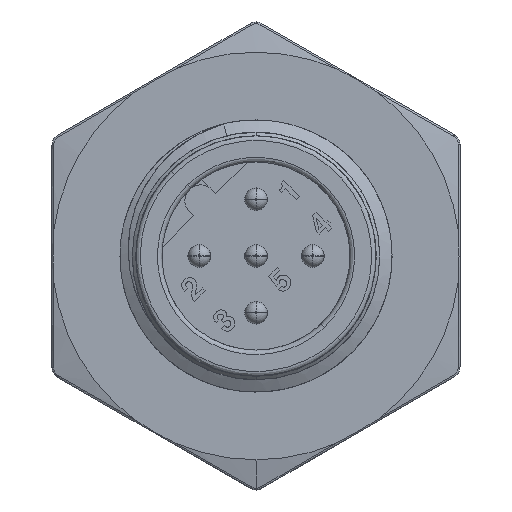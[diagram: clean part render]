
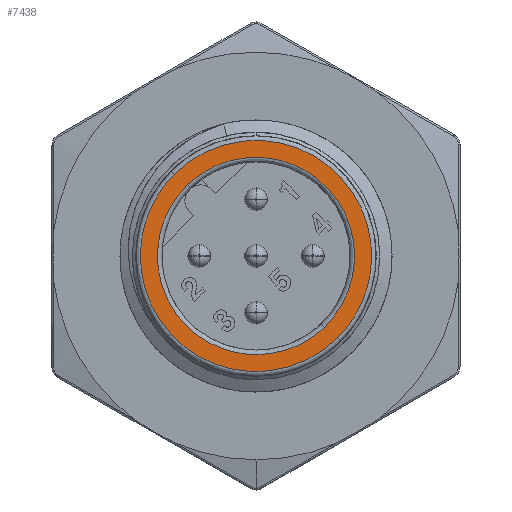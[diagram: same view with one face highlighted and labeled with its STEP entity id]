
A CAD part, left-side view. The second image highlights one B-rep face of the part: STEP entity #7438.
In plain terms, the highlighted planar face has unit normal (-1, 0, 0).
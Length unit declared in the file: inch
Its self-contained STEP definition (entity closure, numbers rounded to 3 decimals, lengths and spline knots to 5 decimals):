
#281 = ORIENTED_EDGE ( 'NONE', *, *, #6065, .F. ) ;
#553 = CARTESIAN_POINT ( 'NONE',  ( -0.06299, 0., 0. ) ) ;
#630 = CARTESIAN_POINT ( 'NONE',  ( -0.06299, 0.11842, 0.12373 ) ) ;
#967 = CARTESIAN_POINT ( 'NONE',  ( -0.06299, 0.11334, 0.12858 ) ) ;
#1337 =( BOUNDED_CURVE ( )  B_SPLINE_CURVE ( 3, ( #2520, #12458, #27036, #16960 ),
 .UNSPECIFIED., .F., .F. ) 
 B_SPLINE_CURVE_WITH_KNOTS ( ( 4, 4 ),
 ( 0., 0.00055 ),
 .UNSPECIFIED. ) 
 CURVE ( )  GEOMETRIC_REPRESENTATION_ITEM ( )  RATIONAL_B_SPLINE_CURVE ( ( 1., 1., 1., 1. ) ) 
 REPRESENTATION_ITEM ( '' )  );
#1518 = VERTEX_POINT ( 'NONE', #17411 ) ;
#1718 = CARTESIAN_POINT ( 'NONE',  ( -0.06299, 0.13733, 0.10232 ) ) ;
#2369 = VERTEX_POINT ( 'NONE', #3203 ) ;
#2520 = CARTESIAN_POINT ( 'NONE',  ( -0.06299, 0.14198, 0.14198 ) ) ;
#3203 = CARTESIAN_POINT ( 'NONE',  ( -0.06299, -0.14173, -0.14222 ) ) ;
#3218 = VERTEX_POINT ( 'NONE', #7031 ) ;
#3277 = PLANE ( 'NONE',  #19867 ) ;
#3387 = CARTESIAN_POINT ( 'NONE',  ( -0.06299, 0.11842, 0.12373 ) ) ;
#3550 = CARTESIAN_POINT ( 'NONE',  ( -0.06299, 0.10232, 0.13733 ) ) ;
#3596 =( BOUNDED_CURVE ( )  B_SPLINE_CURVE ( 3, ( #23381, #8319, #20633, #3824 ),
 .UNSPECIFIED., .F., .T. ) 
 B_SPLINE_CURVE_WITH_KNOTS ( ( 4, 4 ),
 ( 0., 0.49634 ),
 .UNSPECIFIED. ) 
 CURVE ( )  GEOMETRIC_REPRESENTATION_ITEM ( )  RATIONAL_B_SPLINE_CURVE ( ( 1., 0.389, 0.389, 1. ) ) 
 REPRESENTATION_ITEM ( '' )  );
#3824 = CARTESIAN_POINT ( 'NONE',  ( -0.06299, -0.11842, -0.12372 ) ) ;
#4272 = ORIENTED_EDGE ( 'NONE', *, *, #19714, .F. ) ;
#4471 = CARTESIAN_POINT ( 'NONE',  ( -0.06299, 0.11842, 0.12373 ) ) ;
#4584 = CARTESIAN_POINT ( 'NONE',  ( -0.06299, -0.14198, -0.14198 ) ) ;
#5200 = EDGE_CURVE ( 'NONE', #3218, #8267, #25891, .T. ) ;
#6065 = EDGE_CURVE ( 'NONE', #8267, #22942, #26908, .T. ) ;
#6076 = CARTESIAN_POINT ( 'NONE',  ( -0.06299, -0.33832, 0.08675 ) ) ;
#6247 = VERTEX_POINT ( 'NONE', #14248 ) ;
#7031 = CARTESIAN_POINT ( 'NONE',  ( -0.06299, 0.10232, 0.13733 ) ) ;
#7438 = ADVANCED_FACE ( 'NONE', ( #25405, #30518 ), #3277, .F. ) ;
#8192 = EDGE_CURVE ( 'NONE', #20857, #3218, #30188, .T. ) ;
#8267 = VERTEX_POINT ( 'NONE', #4471 ) ;
#8319 = CARTESIAN_POINT ( 'NONE',  ( -0.06299, 0.31211, -0.13227 ) ) ;
#8411 = ORIENTED_EDGE ( 'NONE', *, *, #14861, .F. ) ;
#8781 = CARTESIAN_POINT ( 'NONE',  ( -0.06299, 0.14198, 0.14198 ) ) ;
#9904 = ORIENTED_EDGE ( 'NONE', *, *, #5200, .F. ) ;
#9945 = CARTESIAN_POINT ( 'NONE',  ( -0.06299, 0.12532, 0.11714 ) ) ;
#10328 =( BOUNDED_CURVE ( )  B_SPLINE_CURVE ( 3, ( #4584, #14367, #24139, #22957 ),
 .UNSPECIFIED., .F., .T. ) 
 B_SPLINE_CURVE_WITH_KNOTS ( ( 4, 4 ),
 ( 0., 0.00055 ),
 .UNSPECIFIED. ) 
 CURVE ( )  GEOMETRIC_REPRESENTATION_ITEM ( )  RATIONAL_B_SPLINE_CURVE ( ( 1., 1., 1., 1. ) ) 
 REPRESENTATION_ITEM ( '' )  );
#10329 = DIRECTION ( 'NONE',  ( 1., 0., 0. ) ) ;
#12458 = CARTESIAN_POINT ( 'NONE',  ( -0.06299, 0.1419, 0.14206 ) ) ;
#12919 = DIRECTION ( 'NONE',  ( 0., 0., -1. ) ) ;
#14248 = CARTESIAN_POINT ( 'NONE',  ( -0.06299, 0.14173, 0.14222 ) ) ;
#14367 = CARTESIAN_POINT ( 'NONE',  ( -0.06299, -0.1419, -0.14206 ) ) ;
#14596 = CARTESIAN_POINT ( 'NONE',  ( -0.06299, -0.42545, 0.14149 ) ) ;
#14861 = EDGE_CURVE ( 'NONE', #30043, #2369, #10328, .T. ) ;
#15150 = ORIENTED_EDGE ( 'NONE', *, *, #8192, .F. ) ;
#15309 = ORIENTED_EDGE ( 'NONE', *, *, #25811, .F. ) ;
#15395 = CARTESIAN_POINT ( 'NONE',  ( -0.06299, -0.11842, -0.12372 ) ) ;
#16633 = CARTESIAN_POINT ( 'NONE',  ( -0.06299, -0.14173, -0.14222 ) ) ;
#16836 = CARTESIAN_POINT ( 'NONE',  ( -0.06299, 0.14173, 0.14222 ) ) ;
#16960 = CARTESIAN_POINT ( 'NONE',  ( -0.06299, 0.14173, 0.14222 ) ) ;
#17411 = CARTESIAN_POINT ( 'NONE',  ( -0.06299, 0.14198, 0.14198 ) ) ;
#17458 = CARTESIAN_POINT ( 'NONE',  ( -0.06299, 0.13165, 0.10997 ) ) ;
#18850 = ORIENTED_EDGE ( 'NONE', *, *, #19880, .F. ) ;
#18878 = CARTESIAN_POINT ( 'NONE',  ( -0.06299, -0.11842, -0.12372 ) ) ;
#19201 = EDGE_LOOP ( 'NONE', ( #9904, #15150, #18850, #281 ) ) ;
#19714 = EDGE_CURVE ( 'NONE', #6247, #30043, #25503, .T. ) ;
#19867 = AXIS2_PLACEMENT_3D ( 'NONE', #553, #10329, #12919 ) ;
#19880 = EDGE_CURVE ( 'NONE', #22942, #20857, #3596, .T. ) ;
#20324 = CARTESIAN_POINT ( 'NONE',  ( -0.06299, -0.14198, -0.14198 ) ) ;
#20633 = CARTESIAN_POINT ( 'NONE',  ( -0.06299, 0.09292, -0.32599 ) ) ;
#20857 = VERTEX_POINT ( 'NONE', #15395 ) ;
#20985 =( BOUNDED_CURVE ( )  B_SPLINE_CURVE ( 3, ( #16633, #28808, #26420, #8781 ),
 .UNSPECIFIED., .F., .F. ) 
 B_SPLINE_CURVE_WITH_KNOTS ( ( 4, 4 ),
 ( 0.00055, 1. ),
 .UNSPECIFIED. ) 
 CURVE ( )  GEOMETRIC_REPRESENTATION_ITEM ( )  RATIONAL_B_SPLINE_CURVE ( ( 1., 0.334, 0.334, 1. ) ) 
 REPRESENTATION_ITEM ( '' )  );
#21942 = ORIENTED_EDGE ( 'NONE', *, *, #25793, .F. ) ;
#21957 = CARTESIAN_POINT ( 'NONE',  ( -0.06299, -0.14198, -0.14198 ) ) ;
#22659 = EDGE_LOOP ( 'NONE', ( #8411, #4272, #15309, #21942 ) ) ;
#22942 = VERTEX_POINT ( 'NONE', #1718 ) ;
#22957 = CARTESIAN_POINT ( 'NONE',  ( -0.06299, -0.14173, -0.14222 ) ) ;
#23381 = CARTESIAN_POINT ( 'NONE',  ( -0.06299, 0.13733, 0.10232 ) ) ;
#24139 = CARTESIAN_POINT ( 'NONE',  ( -0.06299, -0.14182, -0.14214 ) ) ;
#25405 = FACE_BOUND ( 'NONE', #19201, .T. ) ;
#25503 =( BOUNDED_CURVE ( )  B_SPLINE_CURVE ( 3, ( #16836, #31418, #14596, #21957 ),
 .UNSPECIFIED., .F., .T. ) 
 B_SPLINE_CURVE_WITH_KNOTS ( ( 4, 4 ),
 ( 0.00055, 1. ),
 .UNSPECIFIED. ) 
 CURVE ( )  GEOMETRIC_REPRESENTATION_ITEM ( )  RATIONAL_B_SPLINE_CURVE ( ( 1., 0.334, 0.334, 1. ) ) 
 REPRESENTATION_ITEM ( '' )  );
#25646 = CARTESIAN_POINT ( 'NONE',  ( -0.06299, 0.10232, 0.13733 ) ) ;
#25786 = CARTESIAN_POINT ( 'NONE',  ( -0.06299, -0.14178, 0.3192 ) ) ;
#25793 = EDGE_CURVE ( 'NONE', #2369, #1518, #20985, .T. ) ;
#25811 = EDGE_CURVE ( 'NONE', #1518, #6247, #1337, .T. ) ;
#25891 = B_SPLINE_CURVE_WITH_KNOTS ( 'NONE', 3,
 ( #3550, #27756, #967, #3387 ),
 .UNSPECIFIED., .F., .F.,
 ( 4, 4 ),
 ( 0., 0.42426 ),
 .UNSPECIFIED. ) ;
#26420 = CARTESIAN_POINT ( 'NONE',  ( -0.06299, 0.42545, -0.14149 ) ) ;
#26908 = B_SPLINE_CURVE_WITH_KNOTS ( 'NONE', 3,
 ( #630, #9945, #17458, #31743 ),
 .UNSPECIFIED., .F., .F.,
 ( 4, 4 ),
 ( 0.42426, 1. ),
 .UNSPECIFIED. ) ;
#27036 = CARTESIAN_POINT ( 'NONE',  ( -0.06299, 0.14182, 0.14214 ) ) ;
#27756 = CARTESIAN_POINT ( 'NONE',  ( -0.06299, 0.10796, 0.13313 ) ) ;
#28808 = CARTESIAN_POINT ( 'NONE',  ( -0.06299, 0.14222, -0.4252 ) ) ;
#30043 = VERTEX_POINT ( 'NONE', #20324 ) ;
#30188 =( BOUNDED_CURVE ( )  B_SPLINE_CURVE ( 3, ( #18878, #6076, #25786, #25646 ),
 .UNSPECIFIED., .F., .F. ) 
 B_SPLINE_CURVE_WITH_KNOTS ( ( 4, 4 ),
 ( 0.49634, 1. ),
 .UNSPECIFIED. ) 
 CURVE ( )  GEOMETRIC_REPRESENTATION_ITEM ( )  RATIONAL_B_SPLINE_CURVE ( ( 1., 0.374, 0.374, 1. ) ) 
 REPRESENTATION_ITEM ( '' )  );
#30518 = FACE_OUTER_BOUND ( 'NONE', #22659, .T. ) ;
#31418 = CARTESIAN_POINT ( 'NONE',  ( -0.06299, -0.14222, 0.4252 ) ) ;
#31743 = CARTESIAN_POINT ( 'NONE',  ( -0.06299, 0.13733, 0.10232 ) ) ;
